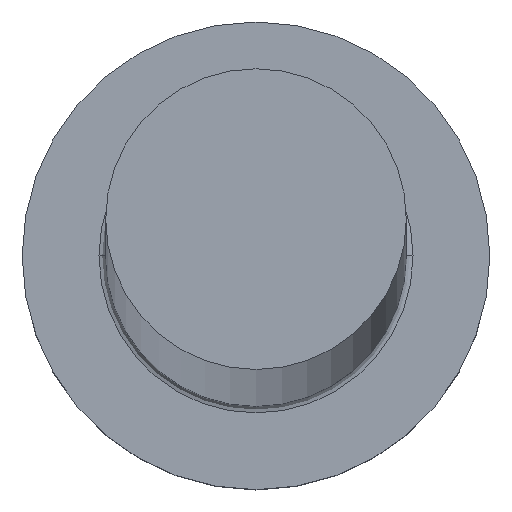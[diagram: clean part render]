
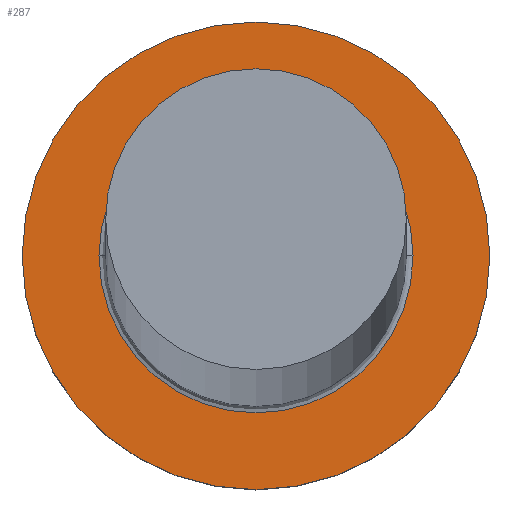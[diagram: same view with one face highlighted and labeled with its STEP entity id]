
A CAD part, top view. The second image highlights one B-rep face of the part: STEP entity #287.
In plain terms, the highlighted planar face has unit normal (0, 0, 1).
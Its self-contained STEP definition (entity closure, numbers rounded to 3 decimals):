
#2 = EDGE_CURVE ( 'NONE', #154, #74, #95, .T. ) ;
#3 = AXIS2_PLACEMENT_3D ( 'NONE', #207, #83, #233 ) ;
#13 = DIRECTION ( 'NONE',  ( 0., 0., 1. ) ) ;
#23 = EDGE_CURVE ( 'NONE', #226, #268, #138, .T. ) ;
#36 = ORIENTED_EDGE ( 'NONE', *, *, #23, .T. ) ;
#52 = FACE_BOUND ( 'NONE', #253, .T. ) ;
#74 = VERTEX_POINT ( 'NONE', #299 ) ;
#81 = ORIENTED_EDGE ( 'NONE', *, *, #195, .T. ) ;
#83 = DIRECTION ( 'NONE',  ( 0., 0., -1. ) ) ;
#95 = CIRCLE ( 'NONE', #3, 4.7 ) ;
#102 = CARTESIAN_POINT ( 'NONE',  ( -7., 0., 5. ) ) ;
#103 = ORIENTED_EDGE ( 'NONE', *, *, #2, .T. ) ;
#105 = DIRECTION ( 'NONE',  ( 1., 0., 0. ) ) ;
#124 = DIRECTION ( 'NONE',  ( 0., 0., 1. ) ) ;
#130 = EDGE_LOOP ( 'NONE', ( #81, #36 ) ) ;
#132 = AXIS2_PLACEMENT_3D ( 'NONE', #163, #305, #285 ) ;
#138 = CIRCLE ( 'NONE', #304, 7. ) ;
#150 = DIRECTION ( 'NONE',  ( 0., 0., -1. ) ) ;
#153 = CARTESIAN_POINT ( 'NONE',  ( 0., 0., 5. ) ) ;
#154 = VERTEX_POINT ( 'NONE', #212 ) ;
#163 = CARTESIAN_POINT ( 'NONE',  ( 0., 0., 5. ) ) ;
#177 = ORIENTED_EDGE ( 'NONE', *, *, #251, .T. ) ;
#184 = CARTESIAN_POINT ( 'NONE',  ( 0., 0., 5. ) ) ;
#195 = EDGE_CURVE ( 'NONE', #268, #226, #246, .T. ) ;
#205 = AXIS2_PLACEMENT_3D ( 'NONE', #153, #150, #291 ) ;
#207 = CARTESIAN_POINT ( 'NONE',  ( 0., 0., 5. ) ) ;
#212 = CARTESIAN_POINT ( 'NONE',  ( 4.7, 0., 5. ) ) ;
#226 = VERTEX_POINT ( 'NONE', #286 ) ;
#233 = DIRECTION ( 'NONE',  ( 1., 0., 0. ) ) ;
#240 = DIRECTION ( 'NONE',  ( 1., 0., 0. ) ) ;
#242 = FACE_OUTER_BOUND ( 'NONE', #130, .T. ) ;
#246 = CIRCLE ( 'NONE', #132, 7. ) ;
#251 = EDGE_CURVE ( 'NONE', #74, #154, #260, .T. ) ;
#253 = EDGE_LOOP ( 'NONE', ( #103, #177 ) ) ;
#260 = CIRCLE ( 'NONE', #205, 4.7 ) ;
#262 = CARTESIAN_POINT ( 'NONE',  ( 0., 0., 5. ) ) ;
#265 = AXIS2_PLACEMENT_3D ( 'NONE', #262, #124, #240 ) ;
#266 = PLANE ( 'NONE',  #265 ) ;
#268 = VERTEX_POINT ( 'NONE', #102 ) ;
#285 = DIRECTION ( 'NONE',  ( 1., 0., 0. ) ) ;
#286 = CARTESIAN_POINT ( 'NONE',  ( 7., 0., 5. ) ) ;
#287 = ADVANCED_FACE ( 'NONE', ( #52, #242 ), #266, .T. ) ;
#291 = DIRECTION ( 'NONE',  ( 1., 0., 0. ) ) ;
#299 = CARTESIAN_POINT ( 'NONE',  ( -4.7, 0., 5. ) ) ;
#304 = AXIS2_PLACEMENT_3D ( 'NONE', #184, #13, #105 ) ;
#305 = DIRECTION ( 'NONE',  ( 0., 0., 1. ) ) ;
